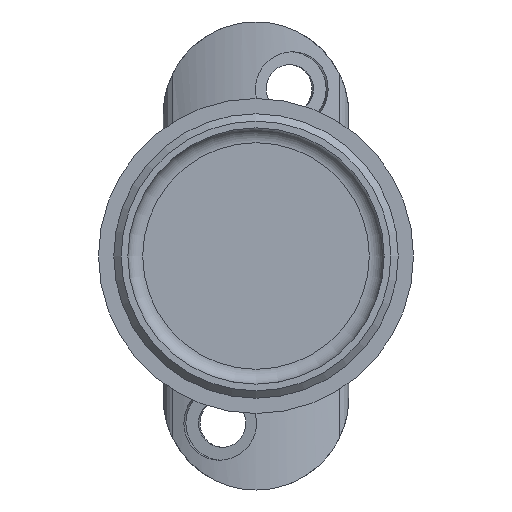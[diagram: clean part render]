
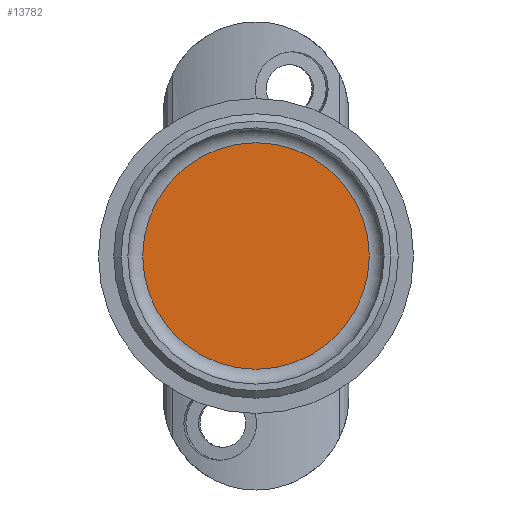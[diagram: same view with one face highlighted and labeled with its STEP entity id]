
A CAD part, front view. The second image highlights one B-rep face of the part: STEP entity #13782.
In plain terms, the highlighted planar face has unit normal (0, -1, 0).
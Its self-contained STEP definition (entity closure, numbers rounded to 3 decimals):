
#700 = AXIS2_PLACEMENT_3D ( 'NONE', #2631, #3755, #3665 ) ;
#869 = EDGE_LOOP ( 'NONE', ( #2729 ) ) ;
#2631 = CARTESIAN_POINT ( 'NONE',  ( 0., 31.997, 0. ) ) ;
#2729 = ORIENTED_EDGE ( 'NONE', *, *, #3971, .T. ) ;
#3665 = DIRECTION ( 'NONE',  ( 0., 0., -1. ) ) ;
#3685 = CARTESIAN_POINT ( 'NONE',  ( 0., 31.997, -15.25 ) ) ;
#3686 = VERTEX_POINT ( 'NONE', #3685 ) ;
#3755 = DIRECTION ( 'NONE',  ( 0., -1., 0. ) ) ;
#3971 = EDGE_CURVE ( 'NONE', #3686, #3686, #5058, .T. ) ;
#4577 = FACE_OUTER_BOUND ( 'NONE', #869, .T. ) ;
#5058 = CIRCLE ( 'NONE', #12740, 15.25 ) ;
#6612 = DIRECTION ( 'NONE',  ( 0., -1., 0. ) ) ;
#10401 = PLANE ( 'NONE',  #700 ) ;
#12229 = CARTESIAN_POINT ( 'NONE',  ( 0., 31.997, 0. ) ) ;
#12740 = AXIS2_PLACEMENT_3D ( 'NONE', #12229, #6612, #14494 ) ;
#13782 = ADVANCED_FACE ( 'NONE', ( #4577 ), #10401, .T. ) ;
#14494 = DIRECTION ( 'NONE',  ( 0., 0., -1. ) ) ;
